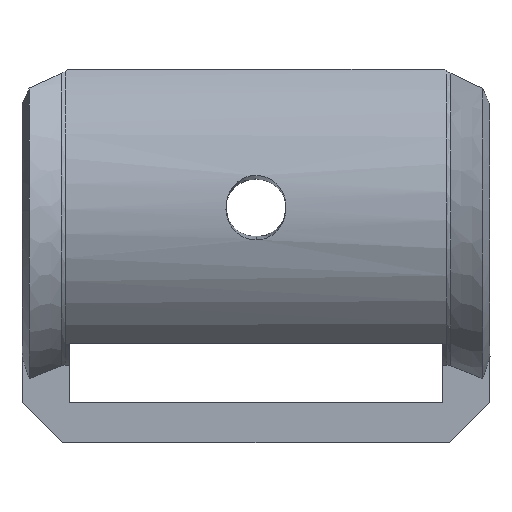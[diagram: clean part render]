
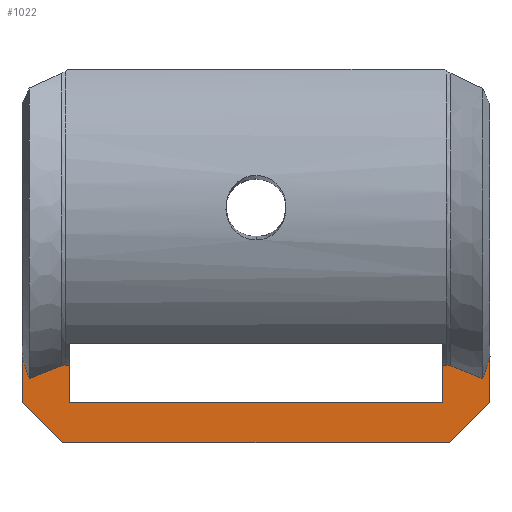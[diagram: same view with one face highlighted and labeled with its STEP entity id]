
A CAD part, front view. The second image highlights one B-rep face of the part: STEP entity #1022.
In plain terms, the highlighted planar face has unit normal (0, -1, 0).
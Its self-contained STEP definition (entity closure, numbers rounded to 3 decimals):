
#1=CARTESIAN_POINT('',(-14.581,-1.5,5.78));
#2=CARTESIAN_POINT('',(-14.548,-1.5,5.794));
#3=CARTESIAN_POINT('',(-14.481,-1.5,5.81));
#4=CARTESIAN_POINT('',(-14.391,-1.5,5.815));
#5=CARTESIAN_POINT('',(-14.336,-1.5,5.815));
#6=CARTESIAN_POINT('',(-14.31,-1.5,5.815));
#8=DIRECTION('',(0.,0.,1.));
#9=VECTOR('',#8,1.914);
#10=CARTESIAN_POINT('',(-14.,-1.5,3.));
#11=LINE('',#10,#9);
#12=DIRECTION('',(0.,0.,1.));
#13=VECTOR('',#12,0.902);
#14=CARTESIAN_POINT('',(14.,-1.5,4.914));
#15=LINE('',#14,#13);
#16=DIRECTION('',(1.,0.,-0.004));
#17=VECTOR('',#16,0.31);
#18=CARTESIAN_POINT('',(14.,-1.5,5.816));
#19=LINE('',#18,#17);
#20=CARTESIAN_POINT('',(14.31,-1.5,5.815));
#21=CARTESIAN_POINT('',(14.329,-1.5,5.815));
#22=CARTESIAN_POINT('',(14.37,-1.5,5.814));
#23=CARTESIAN_POINT('',(14.434,-1.5,5.814));
#24=CARTESIAN_POINT('',(14.505,-1.5,5.805));
#25=CARTESIAN_POINT('',(14.555,-1.5,5.79));
#26=CARTESIAN_POINT('',(14.581,-1.5,5.78));
#28=CARTESIAN_POINT('',(14.581,-1.5,5.78));
#29=CARTESIAN_POINT('',(14.84,-1.5,5.675));
#30=CARTESIAN_POINT('',(15.362,-1.5,5.463));
#31=CARTESIAN_POINT('',(16.163,-1.5,5.139));
#32=CARTESIAN_POINT('',(16.709,-1.5,4.92));
#33=CARTESIAN_POINT('',(16.985,-1.5,4.809));
#35=CARTESIAN_POINT('',(16.985,-1.5,4.809));
#36=CARTESIAN_POINT('',(17.046,-1.5,4.992));
#37=CARTESIAN_POINT('',(17.165,-1.5,5.353));
#38=CARTESIAN_POINT('',(17.337,-1.5,5.875));
#39=CARTESIAN_POINT('',(17.446,-1.5,6.213));
#40=CARTESIAN_POINT('',(17.5,-1.5,6.378));
#42=DIRECTION('',(0.,0.,-1.));
#43=VECTOR('',#42,3.378);
#44=CARTESIAN_POINT('',(17.5,-1.5,6.378));
#45=LINE('',#44,#43);
#46=DIRECTION('',(0.707,0.,0.707));
#47=VECTOR('',#46,4.243);
#48=CARTESIAN_POINT('',(14.5,-1.5,0.));
#49=LINE('',#48,#47);
#50=DIRECTION('',(1.,0.,0.));
#51=VECTOR('',#50,29.);
#52=CARTESIAN_POINT('',(-14.5,-1.5,0.));
#53=LINE('',#52,#51);
#54=DIRECTION('',(0.707,0.,-0.707));
#55=VECTOR('',#54,4.243);
#56=CARTESIAN_POINT('',(-17.5,-1.5,3.));
#57=LINE('',#56,#55);
#58=DIRECTION('',(0.,0.,1.));
#59=VECTOR('',#58,3.378);
#60=CARTESIAN_POINT('',(-17.5,-1.5,3.));
#61=LINE('',#60,#59);
#62=CARTESIAN_POINT('',(-17.5,-1.5,6.378));
#63=CARTESIAN_POINT('',(-17.446,-1.5,6.213));
#64=CARTESIAN_POINT('',(-17.337,-1.5,5.875));
#65=CARTESIAN_POINT('',(-17.165,-1.5,5.353));
#66=CARTESIAN_POINT('',(-17.046,-1.5,4.992));
#67=CARTESIAN_POINT('',(-16.985,-1.5,4.809));
#69=CARTESIAN_POINT('',(-16.985,-1.5,4.809));
#70=CARTESIAN_POINT('',(-16.709,-1.5,4.92));
#71=CARTESIAN_POINT('',(-16.163,-1.5,5.139));
#72=CARTESIAN_POINT('',(-15.362,-1.5,5.463));
#73=CARTESIAN_POINT('',(-14.84,-1.5,5.675));
#74=CARTESIAN_POINT('',(-14.581,-1.5,5.78));
#112=DIRECTION('',(-1.,0.,-0.004));
#113=VECTOR('',#112,0.31);
#114=CARTESIAN_POINT('',(-14.,-1.5,5.816));
#115=LINE('',#114,#113);
#200=DIRECTION('',(0.,0.,1.));
#201=VECTOR('',#200,0.902);
#202=CARTESIAN_POINT('',(-14.,-1.5,4.914));
#203=LINE('',#202,#201);
#566=CARTESIAN_POINT('',(-16.985,-1.5,4.809));
#685=CARTESIAN_POINT('',(16.985,-1.5,4.809));
#791=DIRECTION('',(0.,0.,1.));
#792=VECTOR('',#791,1.914);
#793=CARTESIAN_POINT('',(14.,-1.5,3.));
#794=LINE('',#793,#792);
#803=DIRECTION('',(1.,0.,0.));
#804=VECTOR('',#803,28.);
#805=CARTESIAN_POINT('',(-14.,-1.5,3.));
#806=LINE('',#805,#804);
#847=CARTESIAN_POINT('',(-17.5,-1.5,3.));
#848=CARTESIAN_POINT('',(-14.5,-1.5,0.));
#849=VERTEX_POINT('',#847);
#850=VERTEX_POINT('',#848);
#851=CARTESIAN_POINT('',(-14.,-1.5,3.));
#852=CARTESIAN_POINT('',(-14.,-1.5,4.914));
#853=VERTEX_POINT('',#851);
#854=VERTEX_POINT('',#852);
#855=CARTESIAN_POINT('',(14.5,-1.5,0.));
#856=CARTESIAN_POINT('',(17.5,-1.5,3.));
#857=VERTEX_POINT('',#855);
#858=VERTEX_POINT('',#856);
#877=CARTESIAN_POINT('',(14.,-1.5,3.));
#878=CARTESIAN_POINT('',(14.,-1.5,4.914));
#879=VERTEX_POINT('',#877);
#880=VERTEX_POINT('',#878);
#955=CARTESIAN_POINT('',(-17.5,-1.5,6.378));
#957=VERTEX_POINT('',#955);
#959=VERTEX_POINT('',#1);
#960=VERTEX_POINT('',#6);
#961=VERTEX_POINT('',#566);
#965=CARTESIAN_POINT('',(17.5,-1.5,6.378));
#966=VERTEX_POINT('',#965);
#967=VERTEX_POINT('',#20);
#968=VERTEX_POINT('',#26);
#969=VERTEX_POINT('',#685);
#970=CARTESIAN_POINT('',(14.,-1.5,5.816));
#971=VERTEX_POINT('',#970);
#973=CARTESIAN_POINT('',(-14.,-1.5,5.816));
#974=VERTEX_POINT('',#973);
#979=CARTESIAN_POINT('',(14.31,-1.5,0.));
#980=DIRECTION('',(0.,-1.,0.));
#981=DIRECTION('',(0.,0.,-1.));
#982=AXIS2_PLACEMENT_3D('',#979,#980,#981);
#983=PLANE('',#982);
#985=ORIENTED_EDGE('',*,*,#984,.T.);
#987=ORIENTED_EDGE('',*,*,#986,.F.);
#989=ORIENTED_EDGE('',*,*,#988,.F.);
#991=ORIENTED_EDGE('',*,*,#990,.F.);
#993=ORIENTED_EDGE('',*,*,#992,.T.);
#995=ORIENTED_EDGE('',*,*,#994,.T.);
#997=ORIENTED_EDGE('',*,*,#996,.T.);
#999=ORIENTED_EDGE('',*,*,#998,.T.);
#1001=ORIENTED_EDGE('',*,*,#1000,.T.);
#1003=ORIENTED_EDGE('',*,*,#1002,.T.);
#1005=ORIENTED_EDGE('',*,*,#1004,.T.);
#1007=ORIENTED_EDGE('',*,*,#1006,.T.);
#1009=ORIENTED_EDGE('',*,*,#1008,.F.);
#1011=ORIENTED_EDGE('',*,*,#1010,.F.);
#1013=ORIENTED_EDGE('',*,*,#1012,.F.);
#1015=ORIENTED_EDGE('',*,*,#1014,.T.);
#1017=ORIENTED_EDGE('',*,*,#1016,.T.);
#1019=ORIENTED_EDGE('',*,*,#1018,.T.);
#1020=EDGE_LOOP('',(#985,#987,#989,#991,#993,#995,#997,#999,#1001,#1003,#1005,
#1007,#1009,#1011,#1013,#1015,#1017,#1019));
#1021=FACE_OUTER_BOUND('',#1020,.F.);
#1022=ADVANCED_FACE('',(#1021),#983,.T.);
#7=B_SPLINE_CURVE_WITH_KNOTS('',3,(#1,#2,#3,#4,#5,#6),.UNSPECIFIED.,.F.,.F.,(4,
1,1,4),(0.,0.333,0.667,1.),.UNSPECIFIED.);
#27=B_SPLINE_CURVE_WITH_KNOTS('',3,(#20,#21,#22,#23,#24,#25,#26),.UNSPECIFIED.,
.F.,.F.,(4,1,1,1,4),(0.,0.25,0.5,0.75,1.),.UNSPECIFIED.);
#34=B_SPLINE_CURVE_WITH_KNOTS('',3,(#28,#29,#30,#31,#32,#33),.UNSPECIFIED.,.F.,
.F.,(4,1,1,4),(0.,0.333,0.667,1.),.UNSPECIFIED.);
#41=B_SPLINE_CURVE_WITH_KNOTS('',3,(#35,#36,#37,#38,#39,#40),.UNSPECIFIED.,.F.,
.F.,(4,1,1,4),(0.,0.333,0.667,1.),.UNSPECIFIED.);
#68=B_SPLINE_CURVE_WITH_KNOTS('',3,(#62,#63,#64,#65,#66,#67),.UNSPECIFIED.,.F.,
.F.,(4,1,1,4),(0.,0.333,0.667,1.),.UNSPECIFIED.);
#75=B_SPLINE_CURVE_WITH_KNOTS('',3,(#69,#70,#71,#72,#73,#74),.UNSPECIFIED.,.F.,
.F.,(4,1,1,4),(0.,0.333,0.667,1.),.UNSPECIFIED.);
#984=EDGE_CURVE('',#959,#960,#7,.T.);
#986=EDGE_CURVE('',#974,#960,#115,.T.);
#988=EDGE_CURVE('',#854,#974,#203,.T.);
#990=EDGE_CURVE('',#853,#854,#11,.T.);
#992=EDGE_CURVE('',#853,#879,#806,.T.);
#994=EDGE_CURVE('',#879,#880,#794,.T.);
#996=EDGE_CURVE('',#880,#971,#15,.T.);
#998=EDGE_CURVE('',#971,#967,#19,.T.);
#1000=EDGE_CURVE('',#967,#968,#27,.T.);
#1002=EDGE_CURVE('',#968,#969,#34,.T.);
#1004=EDGE_CURVE('',#969,#966,#41,.T.);
#1006=EDGE_CURVE('',#966,#858,#45,.T.);
#1008=EDGE_CURVE('',#857,#858,#49,.T.);
#1010=EDGE_CURVE('',#850,#857,#53,.T.);
#1012=EDGE_CURVE('',#849,#850,#57,.T.);
#1014=EDGE_CURVE('',#849,#957,#61,.T.);
#1016=EDGE_CURVE('',#957,#961,#68,.T.);
#1018=EDGE_CURVE('',#961,#959,#75,.T.);
